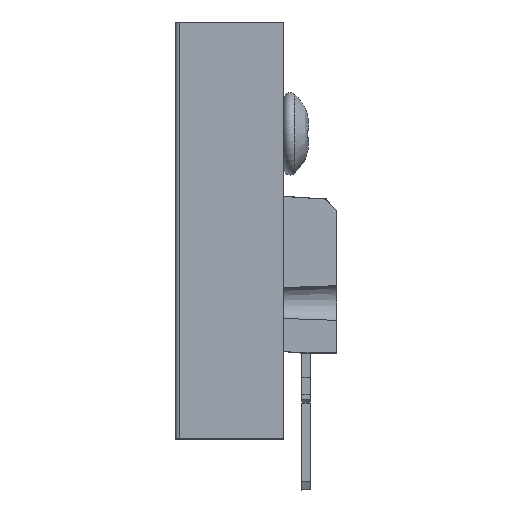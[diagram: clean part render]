
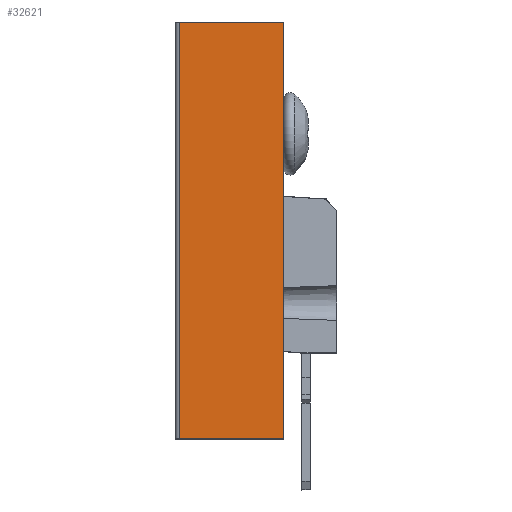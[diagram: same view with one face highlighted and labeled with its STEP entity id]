
A CAD part, top view. The second image highlights one B-rep face of the part: STEP entity #32621.
In plain terms, the highlighted planar face has unit normal (0, 0, 1).
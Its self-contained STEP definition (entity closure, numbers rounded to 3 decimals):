
#1140=PLANE('',#34677);
#2948=FACE_OUTER_BOUND('',#4812,.T.);
#4812=EDGE_LOOP('',(#24748,#24749,#24750,#24751));
#7188=LINE('',#48897,#10961);
#7337=LINE('',#49204,#11110);
#7353=LINE('',#49243,#11126);
#8501=LINE('',#51404,#12274);
#10961=VECTOR('',#38304,10.);
#11110=VECTOR('',#38583,10.);
#11126=VECTOR('',#38621,10.);
#12274=VECTOR('',#40731,10.);
#15091=VERTEX_POINT('',#48833);
#15103=VERTEX_POINT('',#48862);
#15115=VERTEX_POINT('',#48891);
#15219=VERTEX_POINT('',#49237);
#17966=EDGE_CURVE('',#15103,#15115,#7188,.T.);
#18123=EDGE_CURVE('',#15091,#15103,#7337,.T.);
#18143=EDGE_CURVE('',#15219,#15091,#7353,.T.);
#19317=EDGE_CURVE('',#15115,#15219,#8501,.T.);
#24748=ORIENTED_EDGE('',*,*,#17966,.F.);
#24749=ORIENTED_EDGE('',*,*,#18123,.F.);
#24750=ORIENTED_EDGE('',*,*,#18143,.F.);
#24751=ORIENTED_EDGE('',*,*,#19317,.F.);
#32621=ADVANCED_FACE('',(#2948),#1140,.T.);
#34677=AXIS2_PLACEMENT_3D('',#51403,#40729,#40730);
#38304=DIRECTION('',(-1.,0.,0.));
#38583=DIRECTION('',(0.,-1.,0.));
#38621=DIRECTION('',(1.,0.,0.));
#40729=DIRECTION('center_axis',(0.,0.,1.));
#40730=DIRECTION('ref_axis',(1.,0.,0.));
#40731=DIRECTION('',(0.,1.,0.));
#48833=CARTESIAN_POINT('',(-0.001,24.999,6.3));
#48862=CARTESIAN_POINT('',(-0.001,0.001,6.3));
#48891=CARTESIAN_POINT('',(-6.25,0.001,6.3));
#48897=CARTESIAN_POINT('',(-4.875,0.001,6.3));
#49204=CARTESIAN_POINT('',(-0.001,0.,6.3));
#49237=CARTESIAN_POINT('',(-6.25,24.999,6.3));
#49243=CARTESIAN_POINT('',(-4.875,24.999,6.3));
#51403=CARTESIAN_POINT('Origin',(-6.5,0.,6.3));
#51404=CARTESIAN_POINT('',(-6.25,0.,6.3));
